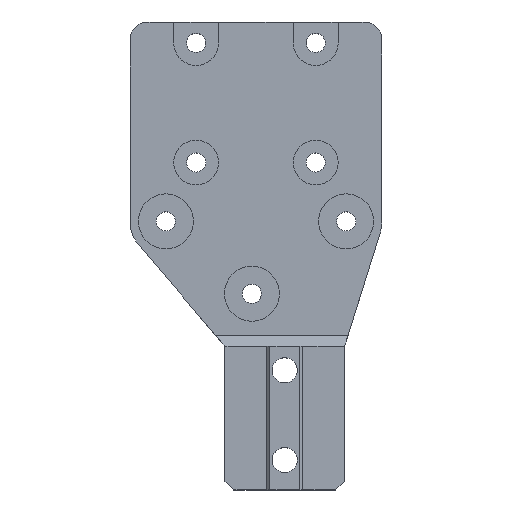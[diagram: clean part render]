
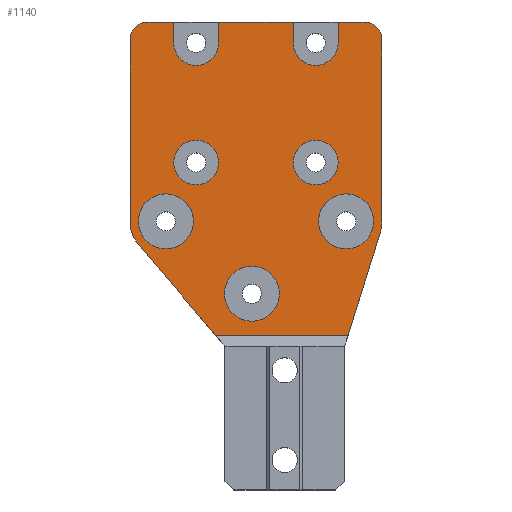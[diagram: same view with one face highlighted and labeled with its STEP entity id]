
A CAD part, top view. The second image highlights one B-rep face of the part: STEP entity #1140.
In plain terms, the highlighted planar face has unit normal (0, 0, 1).
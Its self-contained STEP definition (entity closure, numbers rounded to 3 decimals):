
#44=FACE_BOUND('',#207,.T.);
#45=FACE_BOUND('',#208,.T.);
#46=FACE_BOUND('',#209,.T.);
#47=FACE_BOUND('',#210,.T.);
#48=FACE_BOUND('',#211,.T.);
#78=CIRCLE('',#1242,3.);
#79=CIRCLE('',#1245,3.75);
#80=CIRCLE('',#1246,6.);
#81=CIRCLE('',#1247,6.);
#82=CIRCLE('',#1248,3.);
#83=CIRCLE('',#1249,3.75);
#84=CIRCLE('',#1250,3.75);
#85=CIRCLE('',#1251,3.75);
#86=CIRCLE('',#1252,4.6);
#87=CIRCLE('',#1253,4.6);
#88=CIRCLE('',#1254,4.6);
#133=FACE_OUTER_BOUND('',#206,.T.);
#206=EDGE_LOOP('',(#855,#856,#857,#858,#859,#860,#861,#862,#863,#864,#865,
#866,#867,#868,#869,#870,#871,#872));
#207=EDGE_LOOP('',(#873));
#208=EDGE_LOOP('',(#874));
#209=EDGE_LOOP('',(#875));
#210=EDGE_LOOP('',(#876));
#211=EDGE_LOOP('',(#877));
#259=LINE('',#1641,#367);
#271=LINE('',#1666,#379);
#299=LINE('',#1763,#407);
#303=LINE('',#1772,#411);
#307=LINE('',#1781,#415);
#311=LINE('',#1790,#419);
#314=LINE('',#1795,#422);
#316=LINE('',#1797,#424);
#318=LINE('',#1800,#426);
#323=LINE('',#1816,#431);
#324=LINE('',#1820,#432);
#325=LINE('',#1824,#433);
#367=VECTOR('',#1312,10.);
#379=VECTOR('',#1330,10.);
#407=VECTOR('',#1422,10.);
#411=VECTOR('',#1428,10.);
#415=VECTOR('',#1434,10.);
#419=VECTOR('',#1440,10.);
#422=VECTOR('',#1445,10.);
#424=VECTOR('',#1447,10.);
#426=VECTOR('',#1449,10.);
#431=VECTOR('',#1468,10.);
#432=VECTOR('',#1475,10.);
#433=VECTOR('',#1478,10.);
#475=VERTEX_POINT('',#1638);
#476=VERTEX_POINT('',#1640);
#485=VERTEX_POINT('',#1663);
#486=VERTEX_POINT('',#1665);
#518=VERTEX_POINT('',#1760);
#519=VERTEX_POINT('',#1762);
#522=VERTEX_POINT('',#1769);
#523=VERTEX_POINT('',#1771);
#526=VERTEX_POINT('',#1778);
#527=VERTEX_POINT('',#1780);
#530=VERTEX_POINT('',#1787);
#531=VERTEX_POINT('',#1789);
#532=VERTEX_POINT('',#1793);
#533=VERTEX_POINT('',#1799);
#536=VERTEX_POINT('',#1810);
#537=VERTEX_POINT('',#1814);
#538=VERTEX_POINT('',#1821);
#539=VERTEX_POINT('',#1823);
#540=VERTEX_POINT('',#1827);
#541=VERTEX_POINT('',#1829);
#542=VERTEX_POINT('',#1831);
#543=VERTEX_POINT('',#1833);
#544=VERTEX_POINT('',#1835);
#573=EDGE_CURVE('',#475,#476,#259,.F.);
#585=EDGE_CURVE('',#485,#486,#271,.F.);
#632=EDGE_CURVE('',#518,#519,#299,.F.);
#636=EDGE_CURVE('',#522,#523,#303,.F.);
#640=EDGE_CURVE('',#526,#527,#307,.F.);
#644=EDGE_CURVE('',#530,#531,#311,.F.);
#647=EDGE_CURVE('',#532,#522,#314,.T.);
#649=EDGE_CURVE('',#531,#518,#316,.T.);
#651=EDGE_CURVE('',#527,#533,#318,.T.);
#657=EDGE_CURVE('',#532,#536,#78,.F.);
#659=EDGE_CURVE('',#537,#536,#323,.F.);
#660=EDGE_CURVE('',#523,#530,#79,.F.);
#661=EDGE_CURVE('',#486,#537,#80,.F.);
#662=EDGE_CURVE('',#485,#476,#324,.T.);
#663=EDGE_CURVE('',#538,#475,#81,.F.);
#664=EDGE_CURVE('',#539,#538,#325,.T.);
#665=EDGE_CURVE('',#533,#539,#82,.T.);
#666=EDGE_CURVE('',#519,#526,#83,.F.);
#667=EDGE_CURVE('',#540,#540,#84,.F.);
#668=EDGE_CURVE('',#541,#541,#85,.F.);
#669=EDGE_CURVE('',#542,#542,#86,.F.);
#670=EDGE_CURVE('',#543,#543,#87,.F.);
#671=EDGE_CURVE('',#544,#544,#88,.F.);
#855=ORIENTED_EDGE('',*,*,#632,.F.);
#856=ORIENTED_EDGE('',*,*,#649,.F.);
#857=ORIENTED_EDGE('',*,*,#644,.F.);
#858=ORIENTED_EDGE('',*,*,#660,.F.);
#859=ORIENTED_EDGE('',*,*,#636,.F.);
#860=ORIENTED_EDGE('',*,*,#647,.F.);
#861=ORIENTED_EDGE('',*,*,#657,.T.);
#862=ORIENTED_EDGE('',*,*,#659,.F.);
#863=ORIENTED_EDGE('',*,*,#661,.F.);
#864=ORIENTED_EDGE('',*,*,#585,.F.);
#865=ORIENTED_EDGE('',*,*,#662,.T.);
#866=ORIENTED_EDGE('',*,*,#573,.F.);
#867=ORIENTED_EDGE('',*,*,#663,.F.);
#868=ORIENTED_EDGE('',*,*,#664,.F.);
#869=ORIENTED_EDGE('',*,*,#665,.F.);
#870=ORIENTED_EDGE('',*,*,#651,.F.);
#871=ORIENTED_EDGE('',*,*,#640,.F.);
#872=ORIENTED_EDGE('',*,*,#666,.F.);
#873=ORIENTED_EDGE('',*,*,#667,.F.);
#874=ORIENTED_EDGE('',*,*,#668,.F.);
#875=ORIENTED_EDGE('',*,*,#669,.F.);
#876=ORIENTED_EDGE('',*,*,#670,.F.);
#877=ORIENTED_EDGE('',*,*,#671,.F.);
#1052=PLANE('',#1244);
#1140=ADVANCED_FACE('',(#133,#44,#45,#46,#47,#48),#1052,.F.);
#1242=AXIS2_PLACEMENT_3D('',#1812,#1463,#1464);
#1244=AXIS2_PLACEMENT_3D('',#1817,#1469,#1470);
#1245=AXIS2_PLACEMENT_3D('',#1818,#1471,#1472);
#1246=AXIS2_PLACEMENT_3D('',#1819,#1473,#1474);
#1247=AXIS2_PLACEMENT_3D('',#1822,#1476,#1477);
#1248=AXIS2_PLACEMENT_3D('',#1825,#1479,#1480);
#1249=AXIS2_PLACEMENT_3D('',#1826,#1481,#1482);
#1250=AXIS2_PLACEMENT_3D('',#1828,#1483,#1484);
#1251=AXIS2_PLACEMENT_3D('',#1830,#1485,#1486);
#1252=AXIS2_PLACEMENT_3D('',#1832,#1487,#1488);
#1253=AXIS2_PLACEMENT_3D('',#1834,#1489,#1490);
#1254=AXIS2_PLACEMENT_3D('',#1836,#1491,#1492);
#1312=DIRECTION('',(0.299,0.954,0.));
#1330=DIRECTION('',(0.647,-0.763,0.));
#1422=DIRECTION('',(0.,1.,0.));
#1428=DIRECTION('',(0.,1.,0.));
#1434=DIRECTION('',(0.,-1.,0.));
#1440=DIRECTION('',(0.,-1.,0.));
#1445=DIRECTION('',(1.,0.,0.));
#1447=DIRECTION('',(1.,0.,0.));
#1449=DIRECTION('',(1.,0.,0.));
#1463=DIRECTION('center_axis',(0.,0.,-1.));
#1464=DIRECTION('ref_axis',(-0.707,0.707,0.));
#1468=DIRECTION('',(0.,-1.,0.));
#1469=DIRECTION('center_axis',(0.,0.,-1.));
#1470=DIRECTION('ref_axis',(-1.,0.,0.));
#1471=DIRECTION('center_axis',(0.,0.,-1.));
#1472=DIRECTION('ref_axis',(-1.,0.,0.));
#1473=DIRECTION('center_axis',(0.,0.,1.));
#1474=DIRECTION('ref_axis',(-1.,0.,0.));
#1475=DIRECTION('',(1.,0.,0.));
#1476=DIRECTION('center_axis',(0.,0.,1.));
#1477=DIRECTION('ref_axis',(-0.954,0.299,0.));
#1478=DIRECTION('',(0.,-1.,0.));
#1479=DIRECTION('center_axis',(0.,0.,-1.));
#1480=DIRECTION('ref_axis',(0.707,0.707,0.));
#1481=DIRECTION('center_axis',(0.,0.,-1.));
#1482=DIRECTION('ref_axis',(-1.,0.,0.));
#1483=DIRECTION('center_axis',(0.,0.,-1.));
#1484=DIRECTION('ref_axis',(-1.,0.,0.));
#1485=DIRECTION('center_axis',(0.,0.,-1.));
#1486=DIRECTION('ref_axis',(-1.,0.,0.));
#1487=DIRECTION('center_axis',(0.,0.,-1.));
#1488=DIRECTION('ref_axis',(-1.,0.,0.));
#1489=DIRECTION('center_axis',(0.,0.,-1.));
#1490=DIRECTION('ref_axis',(-1.,0.,0.));
#1491=DIRECTION('center_axis',(0.,0.,-1.));
#1492=DIRECTION('ref_axis',(-1.,0.,0.));
#1638=CARTESIAN_POINT('',(23.928,9.161,8.75));
#1640=CARTESIAN_POINT('',(18.514,-8.124,8.75));
#1641=CARTESIAN_POINT('',(20.438,-1.98,8.75));
#1663=CARTESIAN_POINT('',(-3.613,-8.124,8.75));
#1665=CARTESIAN_POINT('',(-16.229,6.759,8.75));
#1666=CARTESIAN_POINT('',(-13.953,4.074,8.75));
#1760=CARTESIAN_POINT('',(9.366,44.295,8.75));
#1762=CARTESIAN_POINT('',(9.366,40.795,8.75));
#1763=CARTESIAN_POINT('',(9.366,28.483,8.75));
#1769=CARTESIAN_POINT('',(-10.634,44.295,8.75));
#1771=CARTESIAN_POINT('',(-10.634,40.795,8.75));
#1772=CARTESIAN_POINT('',(-10.634,28.483,8.75));
#1778=CARTESIAN_POINT('',(16.866,40.795,8.75));
#1780=CARTESIAN_POINT('',(16.866,44.295,8.75));
#1781=CARTESIAN_POINT('',(16.866,26.733,8.75));
#1787=CARTESIAN_POINT('',(-3.134,40.795,8.75));
#1789=CARTESIAN_POINT('',(-3.134,44.295,8.75));
#1790=CARTESIAN_POINT('',(-3.134,26.733,8.75));
#1793=CARTESIAN_POINT('',(-14.94,44.295,8.75));
#1795=CARTESIAN_POINT('',(-7.339,44.295,8.75));
#1797=CARTESIAN_POINT('',(-7.339,44.295,8.75));
#1799=CARTESIAN_POINT('',(21.202,44.295,8.75));
#1800=CARTESIAN_POINT('',(-7.339,44.295,8.75));
#1810=CARTESIAN_POINT('',(-17.94,41.295,8.75));
#1812=CARTESIAN_POINT('Origin',(-14.94,41.295,8.75));
#1814=CARTESIAN_POINT('',(-17.94,10.955,8.75));
#1816=CARTESIAN_POINT('',(-17.94,25.618,8.75));
#1817=CARTESIAN_POINT('Origin',(1.631,12.67,8.75));
#1818=CARTESIAN_POINT('Origin',(-6.884,40.795,8.75));
#1819=CARTESIAN_POINT('Origin',(-11.94,10.955,8.75));
#1820=CARTESIAN_POINT('',(7.274,-8.124,8.75));
#1821=CARTESIAN_POINT('',(24.202,10.894,8.75));
#1822=CARTESIAN_POINT('Origin',(18.202,10.955,8.75));
#1823=CARTESIAN_POINT('',(24.202,41.295,8.75));
#1824=CARTESIAN_POINT('',(24.202,-1.061,8.75));
#1825=CARTESIAN_POINT('Origin',(21.202,41.295,8.75));
#1826=CARTESIAN_POINT('Origin',(13.116,40.795,8.75));
#1827=CARTESIAN_POINT('',(-3.134,20.795,8.75));
#1828=CARTESIAN_POINT('Origin',(-6.884,20.795,8.75));
#1829=CARTESIAN_POINT('',(16.866,20.795,8.75));
#1830=CARTESIAN_POINT('Origin',(13.116,20.795,8.75));
#1831=CARTESIAN_POINT('',(22.802,10.955,8.75));
#1832=CARTESIAN_POINT('Origin',(18.202,10.955,8.75));
#1833=CARTESIAN_POINT('',(7.04,-1.145,8.75));
#1834=CARTESIAN_POINT('Origin',(2.44,-1.145,8.75));
#1835=CARTESIAN_POINT('',(-7.34,10.955,8.75));
#1836=CARTESIAN_POINT('Origin',(-11.94,10.955,8.75));
